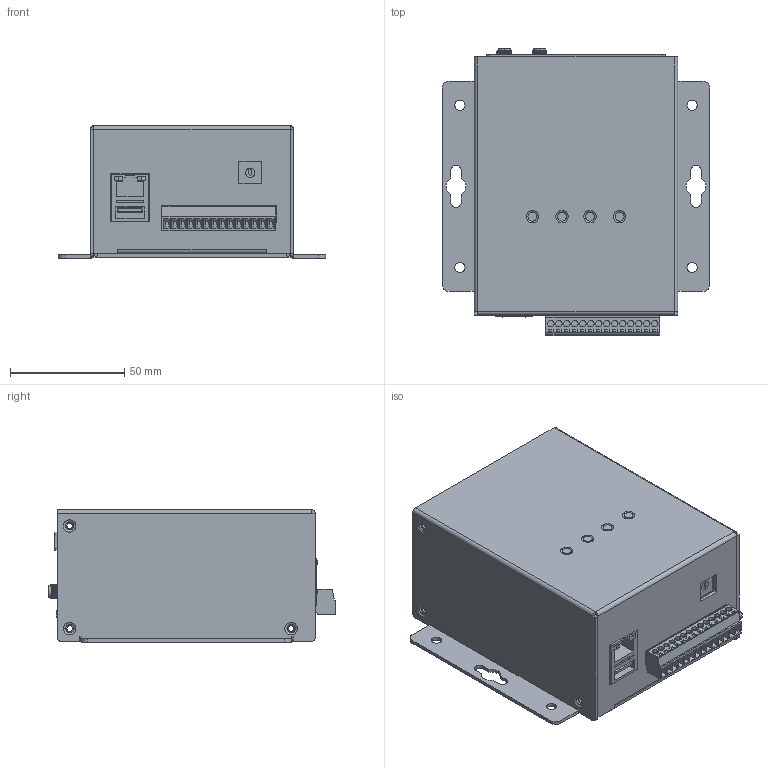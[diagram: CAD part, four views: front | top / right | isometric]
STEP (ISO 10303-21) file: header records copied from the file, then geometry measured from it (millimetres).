
FILE_DESCRIPTION (( 'STEP AP203' ), '1' );
FILE_NAME ('GRP-530M.STEP', '2019-12-03T01:42:07', ( 'Windows 使用者' ), ( '' ), 'SwSTEP 2.0', 'SolidWorks 2019', '' );
FILE_SCHEMA (( 'CONFIG_CONTROL_DESIGN' ));
Length unit declared in the file: millimetre
Products named in the file (21): MC420-350_14; 導光柱; GRP-530M; SIM Card®y; WP-AM5KBP-01_PCB; MicroSD; GRP-530_PCB; 箭頭SW_0-F; WP-5231-3G_PCBUP; WP-5231-3G_PCB; SIM Card抽屜式; SD座-3; GRP-530-M_U; ME030-35014; RJ-45_USB; MS擋板-2; SMA connector; 4SIL1K0000028; XW擋片
Assembly tree (24 placements, depth 4):
  GRP-530M
    GRP-530_PCB
      WP-AM5KBP-01_PCB
      ME030-35014
      MC420-350_14
      RJ-45_USB
      MicroSD
        SD座-3
        MicroSD
      SIM Card®y
        SIM Card®y
        SIM Card抽屜式
      SMA connector  x2
      WP-5231-3G_PCBUP
        WP-5231-3G_PCB
        箭頭SW_0-F
    4SIL1K0000028
    GRP-530-M_U
    導光柱  x4
    XW擋片
    MS擋板-2
Bounding box: 117 x 125.98 x 58 mm (x, y, z)
Volume: 113334 mm3; surface area: 151873.4 mm2
Topology: 22 solids, 23 shells, 1843 faces, 4512 edges, 2873 vertices
Faces by surface type: plane 1473, cylinder 313, cone 51, bspline 6
Entity records: 54239 total; most frequent: CARTESIAN_POINT 9968, ORIENTED_EDGE 8628, DIRECTION 8403, EDGE_CURVE 4314, VECTOR 3679, LINE 3679, VERTEX_POINT 2743, AXIS2_PLACEMENT_3D 2362
